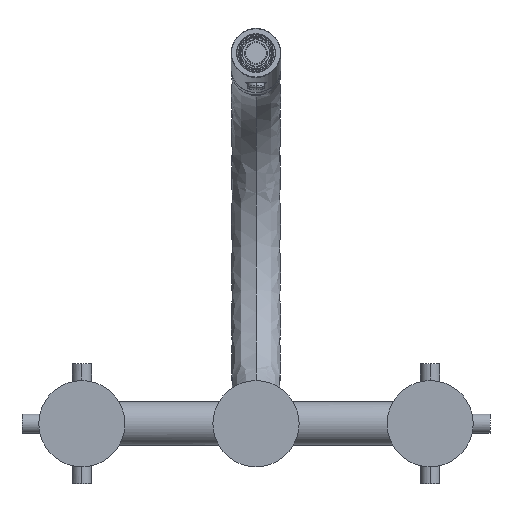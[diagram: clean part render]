
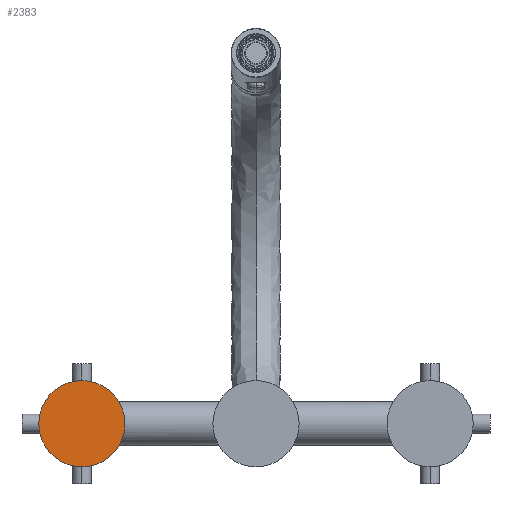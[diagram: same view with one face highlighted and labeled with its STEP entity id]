
A CAD part, front view. The second image highlights one B-rep face of the part: STEP entity #2383.
In plain terms, the highlighted planar face has unit normal (0, -1, 0).
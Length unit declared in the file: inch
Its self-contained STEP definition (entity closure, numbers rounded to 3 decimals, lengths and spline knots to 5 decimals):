
#200=CARTESIAN_POINT('',(-4.,-2.794,0.));
#201=DIRECTION('',(0.,-1.,0.));
#202=DIRECTION('',(0.,0.,-1.));
#203=AXIS2_PLACEMENT_3D('',#200,#201,#202);
#223=CARTESIAN_POINT('',(-4.,-2.794,0.));
#224=DIRECTION('',(0.,1.,0.));
#225=DIRECTION('',(0.,0.,-1.));
#226=AXIS2_PLACEMENT_3D('',#223,#224,#225);
#2192=CARTESIAN_POINT('',(-4.,-2.794,-0.99));
#2193=CARTESIAN_POINT('',(-4.,-2.794,0.99));
#2194=VERTEX_POINT('',#2192);
#2195=VERTEX_POINT('',#2193);
#2374=CARTESIAN_POINT('',(-4.,-2.794,0.));
#2375=DIRECTION('',(0.,-1.,0.));
#2376=DIRECTION('',(0.,0.,1.));
#2377=AXIS2_PLACEMENT_3D('',#2374,#2375,#2376);
#2378=PLANE('',#2377);
#2379=ORIENTED_EDGE('',*,*,#2356,.T.);
#2380=ORIENTED_EDGE('',*,*,#2330,.F.);
#2381=EDGE_LOOP('',(#2379,#2380));
#2382=FACE_OUTER_BOUND('',#2381,.F.);
#204=CIRCLE('',#203,0.99);
#227=CIRCLE('',#226,0.99);
#2330=EDGE_CURVE('',#2194,#2195,#204,.T.);
#2356=EDGE_CURVE('',#2194,#2195,#227,.T.);
#2383=ADVANCED_FACE('',(#2382),#2378,.T.);
